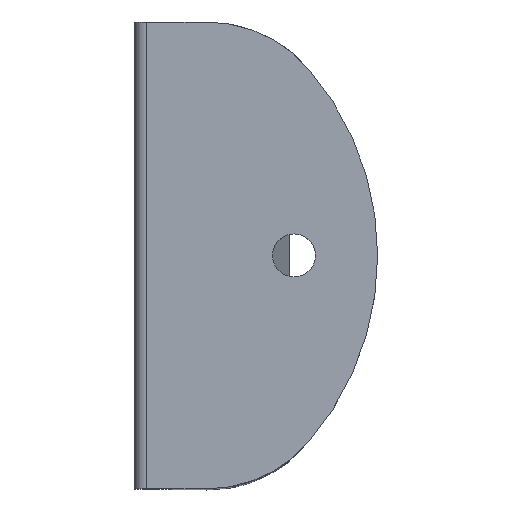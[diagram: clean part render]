
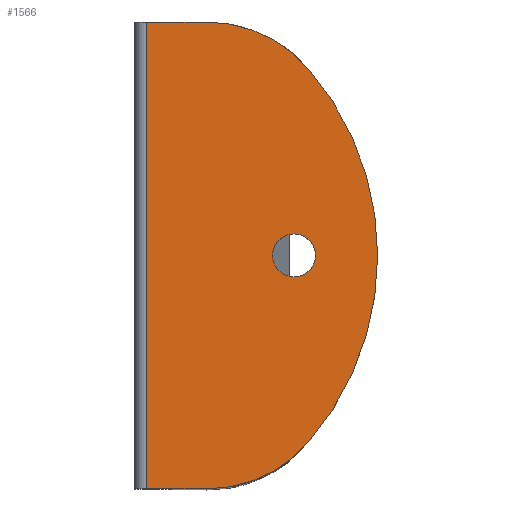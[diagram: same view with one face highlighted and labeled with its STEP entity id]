
A CAD part, top view. The second image highlights one B-rep face of the part: STEP entity #1566.
In plain terms, the highlighted planar face has unit normal (0, 0, 1).
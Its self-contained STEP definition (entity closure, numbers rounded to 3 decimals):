
#38 = LINE ( 'NONE', #1859, #2518 ) ;
#123 = DIRECTION ( 'NONE',  ( 1., 0., 0. ) ) ;
#130 = DIRECTION ( 'NONE',  ( 1., 0., 0. ) ) ;
#133 = DIRECTION ( 'NONE',  ( -1., 0., 0. ) ) ;
#174 = AXIS2_PLACEMENT_3D ( 'NONE', #2503, #1477, #2519 ) ;
#213 = EDGE_CURVE ( 'NONE', #229, #2366, #727, .T. ) ;
#226 = PLANE ( 'NONE',  #1530 ) ;
#229 = VERTEX_POINT ( 'NONE', #1235 ) ;
#274 = VERTEX_POINT ( 'NONE', #695 ) ;
#286 = EDGE_CURVE ( 'NONE', #1081, #1139, #38, .T. ) ;
#308 = DIRECTION ( 'NONE',  ( -1., 0., 0. ) ) ;
#320 = LINE ( 'NONE', #1155, #2480 ) ;
#347 = CARTESIAN_POINT ( 'NONE',  ( 14.212, 3.85, 0. ) ) ;
#352 = ORIENTED_EDGE ( 'NONE', *, *, #286, .T. ) ;
#387 = AXIS2_PLACEMENT_3D ( 'NONE', #2239, #403, #422 ) ;
#394 = CARTESIAN_POINT ( 'NONE',  ( 1., 0., 0. ) ) ;
#400 = EDGE_CURVE ( 'NONE', #229, #1630, #416, .T. ) ;
#403 = DIRECTION ( 'NONE',  ( 0., 0., 1. ) ) ;
#416 = CIRCLE ( 'NONE', #1093, 23.308 ) ;
#422 = DIRECTION ( 'NONE',  ( -1., 0., 0. ) ) ;
#428 = CARTESIAN_POINT ( 'NONE',  ( 5.853, 0., 0. ) ) ;
#444 = EDGE_CURVE ( 'NONE', #818, #1792, #632, .T. ) ;
#519 = AXIS2_PLACEMENT_3D ( 'NONE', #801, #2351, #2203 ) ;
#629 = FACE_OUTER_BOUND ( 'NONE', #2253, .T. ) ;
#632 = CIRCLE ( 'NONE', #1886, 11. ) ;
#674 = EDGE_CURVE ( 'NONE', #1139, #818, #1806, .T. ) ;
#695 = CARTESIAN_POINT ( 'NONE',  ( 11.25, 19., 0. ) ) ;
#727 = CIRCLE ( 'NONE', #387, 11. ) ;
#747 = DIRECTION ( 'NONE',  ( 1., 0., 0. ) ) ;
#778 = CIRCLE ( 'NONE', #519, 1.75 ) ;
#801 = CARTESIAN_POINT ( 'NONE',  ( 13., 19., 0. ) ) ;
#818 = VERTEX_POINT ( 'NONE', #428 ) ;
#853 = DIRECTION ( 'NONE',  ( 0., -1., 0. ) ) ;
#920 = ORIENTED_EDGE ( 'NONE', *, *, #213, .T. ) ;
#931 = DIRECTION ( 'NONE',  ( 0., 0., -1. ) ) ;
#938 = CIRCLE ( 'NONE', #174, 23.308 ) ;
#972 = ORIENTED_EDGE ( 'NONE', *, *, #1311, .F. ) ;
#1037 = CARTESIAN_POINT ( 'NONE',  ( 13., 38., 0. ) ) ;
#1081 = VERTEX_POINT ( 'NONE', #2543 ) ;
#1093 = AXIS2_PLACEMENT_3D ( 'NONE', #2523, #931, #133 ) ;
#1139 = VERTEX_POINT ( 'NONE', #394 ) ;
#1155 = CARTESIAN_POINT ( 'NONE',  ( 0., 38., 0. ) ) ;
#1235 = CARTESIAN_POINT ( 'NONE',  ( 14.212, 34.15, 0. ) ) ;
#1290 = ORIENTED_EDGE ( 'NONE', *, *, #444, .T. ) ;
#1311 = EDGE_CURVE ( 'NONE', #1630, #1792, #938, .T. ) ;
#1327 = ORIENTED_EDGE ( 'NONE', *, *, #2561, .F. ) ;
#1445 = DIRECTION ( 'NONE',  ( -1., 0., 0. ) ) ;
#1477 = DIRECTION ( 'NONE',  ( 0., 0., -1. ) ) ;
#1530 = AXIS2_PLACEMENT_3D ( 'NONE', #1037, #1638, #1445 ) ;
#1566 = ADVANCED_FACE ( 'NONE', ( #2424, #629 ), #226, .F. ) ;
#1570 = EDGE_CURVE ( 'NONE', #274, #1915, #2439, .T. ) ;
#1630 = VERTEX_POINT ( 'NONE', #1740 ) ;
#1638 = DIRECTION ( 'NONE',  ( 0., 0., -1. ) ) ;
#1740 = CARTESIAN_POINT ( 'NONE',  ( 19.808, 19., 0. ) ) ;
#1791 = CARTESIAN_POINT ( 'NONE',  ( 13., 0., 0. ) ) ;
#1792 = VERTEX_POINT ( 'NONE', #347 ) ;
#1806 = LINE ( 'NONE', #1791, #1842 ) ;
#1842 = VECTOR ( 'NONE', #747, 1000. ) ;
#1846 = CARTESIAN_POINT ( 'NONE',  ( 14.75, 19., 0. ) ) ;
#1850 = ORIENTED_EDGE ( 'NONE', *, *, #1570, .F. ) ;
#1856 = CARTESIAN_POINT ( 'NONE',  ( 5.853, 38., 0. ) ) ;
#1859 = CARTESIAN_POINT ( 'NONE',  ( 1., 38., 0. ) ) ;
#1886 = AXIS2_PLACEMENT_3D ( 'NONE', #2142, #1912, #308 ) ;
#1906 = ORIENTED_EDGE ( 'NONE', *, *, #674, .T. ) ;
#1912 = DIRECTION ( 'NONE',  ( 0., 0., 1. ) ) ;
#1915 = VERTEX_POINT ( 'NONE', #1846 ) ;
#2088 = DIRECTION ( 'NONE',  ( 0., 0., 1. ) ) ;
#2142 = CARTESIAN_POINT ( 'NONE',  ( 5.853, 11., 0. ) ) ;
#2203 = DIRECTION ( 'NONE',  ( 1., 0., 0. ) ) ;
#2219 = EDGE_LOOP ( 'NONE', ( #1327, #1850 ) ) ;
#2239 = CARTESIAN_POINT ( 'NONE',  ( 5.853, 27., 0. ) ) ;
#2240 = CARTESIAN_POINT ( 'NONE',  ( 13., 19., 0. ) ) ;
#2253 = EDGE_LOOP ( 'NONE', ( #1906, #1290, #972, #2500, #920, #2545, #352 ) ) ;
#2351 = DIRECTION ( 'NONE',  ( 0., 0., 1. ) ) ;
#2354 = AXIS2_PLACEMENT_3D ( 'NONE', #2240, #2088, #123 ) ;
#2366 = VERTEX_POINT ( 'NONE', #1856 ) ;
#2424 = FACE_BOUND ( 'NONE', #2219, .T. ) ;
#2439 = CIRCLE ( 'NONE', #2354, 1.75 ) ;
#2457 = EDGE_CURVE ( 'NONE', #1081, #2366, #320, .T. ) ;
#2480 = VECTOR ( 'NONE', #130, 1000. ) ;
#2500 = ORIENTED_EDGE ( 'NONE', *, *, #400, .F. ) ;
#2503 = CARTESIAN_POINT ( 'NONE',  ( -3.5, 19., 0. ) ) ;
#2518 = VECTOR ( 'NONE', #853, 1000. ) ;
#2519 = DIRECTION ( 'NONE',  ( -1., 0., 0. ) ) ;
#2523 = CARTESIAN_POINT ( 'NONE',  ( -3.5, 19., 0. ) ) ;
#2543 = CARTESIAN_POINT ( 'NONE',  ( 1., 38., 0. ) ) ;
#2545 = ORIENTED_EDGE ( 'NONE', *, *, #2457, .F. ) ;
#2561 = EDGE_CURVE ( 'NONE', #1915, #274, #778, .T. ) ;
